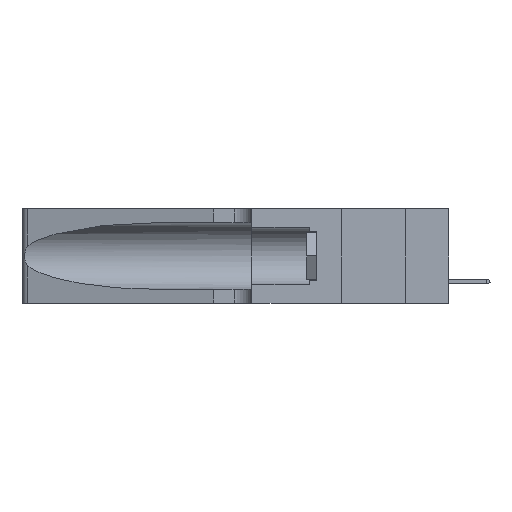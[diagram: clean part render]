
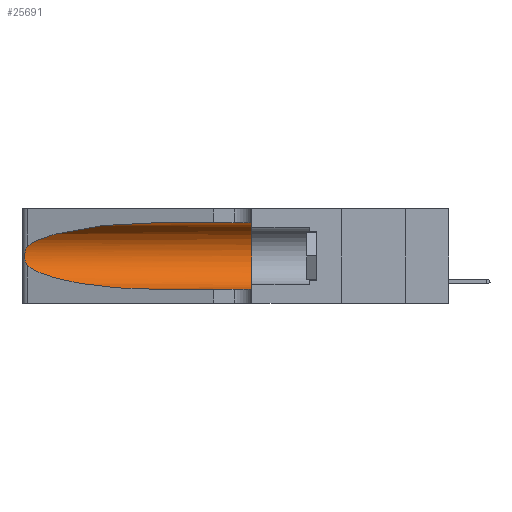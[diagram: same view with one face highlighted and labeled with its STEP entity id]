
A CAD part, left-side view. The second image highlights one B-rep face of the part: STEP entity #25691.
In plain terms, the highlighted cylindrical face has radius 3.308 mm (diameter 6.617 mm), a partial arc.
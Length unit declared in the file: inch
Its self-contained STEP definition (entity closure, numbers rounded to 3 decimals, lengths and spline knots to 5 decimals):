
#79 = B_SPLINE_CURVE_WITH_KNOTS ( 'NONE', 3,
 ( #16436, #31562, #14121, #22716, #13557, #37763, #37898, #13835, #25650, #16853, #16988, #23130, #19972, #25940 ),
 .UNSPECIFIED., .F., .F.,
 ( 4, 2, 2, 2, 2, 2, 4 ),
 ( 0., 0.00027, 0.00053, 0.00107, 0.0016, 0.00187, 0.00214 ),
 .UNSPECIFIED. ) ;
#144 = VERTEX_POINT ( 'NONE', #1376 ) ;
#1102 = LINE ( 'NONE', #37817, #26556 ) ;
#1376 = CARTESIAN_POINT ( 'NONE',  ( 0.1305, 0.35, 0.05475 ) ) ;
#1444 = EDGE_CURVE ( 'NONE', #31348, #31456, #20845, .T. ) ;
#1475 = CARTESIAN_POINT ( 'NONE',  ( 0.25487, 1.22718, 0.14631 ) ) ;
#1654 = EDGE_CURVE ( 'NONE', #31348, #7543, #10392, .T. ) ;
#3063 = VECTOR ( 'NONE', #31895, 39.37008 ) ;
#4050 = CARTESIAN_POINT ( 'NONE',  ( 0.1305, 0.72297, 0.05475 ) ) ;
#4665 = EDGE_CURVE ( 'NONE', #7543, #31839, #79, .T. ) ;
#6239 = CARTESIAN_POINT ( 'NONE',  ( 0.25487, 1.22718, 0.22369 ) ) ;
#7543 = VERTEX_POINT ( 'NONE', #21253 ) ;
#8761 =( BOUNDED_CURVE ( )  B_SPLINE_CURVE ( 3, ( #1475, #16269, #16677, #28512 ),
 .UNSPECIFIED., .F., .T. ) 
 B_SPLINE_CURVE_WITH_KNOTS ( ( 4, 4 ),
 ( 3.44316, 4.71239 ),
 .UNSPECIFIED. ) 
 CURVE ( )  GEOMETRIC_REPRESENTATION_ITEM ( )  RATIONAL_B_SPLINE_CURVE ( ( 1., 0.87, 0.87, 1. ) ) 
 REPRESENTATION_ITEM ( '' )  );
#10024 = CARTESIAN_POINT ( 'NONE',  ( 0.25487, 1.22718, 0.14631 ) ) ;
#10189 = DIRECTION ( 'NONE',  ( 0., -1., 0. ) ) ;
#10195 = ORIENTED_EDGE ( 'NONE', *, *, #1654, .T. ) ;
#10392 =( BOUNDED_CURVE ( )  B_SPLINE_CURVE ( 3, ( #17998, #27010, #36318, #6239 ),
 .UNSPECIFIED., .F., .F. ) 
 B_SPLINE_CURVE_WITH_KNOTS ( ( 4, 4 ),
 ( 1.5708, 2.84003 ),
 .UNSPECIFIED. ) 
 CURVE ( )  GEOMETRIC_REPRESENTATION_ITEM ( )  RATIONAL_B_SPLINE_CURVE ( ( 1., 0.87, 0.87, 1. ) ) 
 REPRESENTATION_ITEM ( '' )  );
#13557 = CARTESIAN_POINT ( 'NONE',  ( 0.25854, 1.2359, 0.20912 ) ) ;
#13626 = DIRECTION ( 'NONE',  ( 0., 1., 0. ) ) ;
#13835 = CARTESIAN_POINT ( 'NONE',  ( 0.26075, 1.23896, 0.178 ) ) ;
#13912 = DIRECTION ( 'NONE',  ( 0., 0., -1. ) ) ;
#14121 = CARTESIAN_POINT ( 'NONE',  ( 0.25639, 1.23184, 0.21858 ) ) ;
#16110 = CARTESIAN_POINT ( 'NONE',  ( 0.1305, 1.61858, 0.185 ) ) ;
#16269 = CARTESIAN_POINT ( 'NONE',  ( 0.2373, 1.15595, 0.08982 ) ) ;
#16380 = ORIENTED_EDGE ( 'NONE', *, *, #1444, .F. ) ;
#16436 = CARTESIAN_POINT ( 'NONE',  ( 0.25487, 1.22718, 0.22369 ) ) ;
#16677 = CARTESIAN_POINT ( 'NONE',  ( 0.18966, 0.96281, 0.05475 ) ) ;
#16853 = CARTESIAN_POINT ( 'NONE',  ( 0.25856, 1.23593, 0.16098 ) ) ;
#16988 = CARTESIAN_POINT ( 'NONE',  ( 0.25789, 1.23486, 0.15765 ) ) ;
#17998 = CARTESIAN_POINT ( 'NONE',  ( 0.1305, 0.72297, 0.31525 ) ) ;
#18756 = FACE_OUTER_BOUND ( 'NONE', #32950, .T. ) ;
#19204 = CARTESIAN_POINT ( 'NONE',  ( 0.1305, 0.35, 0.185 ) ) ;
#19433 = EDGE_CURVE ( 'NONE', #25898, #144, #1102, .T. ) ;
#19703 = ORIENTED_EDGE ( 'NONE', *, *, #4665, .T. ) ;
#19972 = CARTESIAN_POINT ( 'NONE',  ( 0.25555, 1.22993, 0.14849 ) ) ;
#20845 = LINE ( 'NONE', #27987, #3063 ) ;
#21253 = CARTESIAN_POINT ( 'NONE',  ( 0.25487, 1.22718, 0.22369 ) ) ;
#21580 = CYLINDRICAL_SURFACE ( 'NONE', #38465, 0.13025 ) ;
#22716 = CARTESIAN_POINT ( 'NONE',  ( 0.25787, 1.23484, 0.2124 ) ) ;
#23130 = CARTESIAN_POINT ( 'NONE',  ( 0.25639, 1.23186, 0.15144 ) ) ;
#25650 = CARTESIAN_POINT ( 'NONE',  ( 0.26017, 1.23833, 0.17102 ) ) ;
#25691 = ADVANCED_FACE ( 'NONE', ( #18756 ), #21580, .F. ) ;
#25709 = DIRECTION ( 'NONE',  ( 0., -1., 0. ) ) ;
#25774 = ORIENTED_EDGE ( 'NONE', *, *, #19433, .T. ) ;
#25898 = VERTEX_POINT ( 'NONE', #4050 ) ;
#25940 = CARTESIAN_POINT ( 'NONE',  ( 0.25487, 1.22718, 0.14631 ) ) ;
#26290 = ORIENTED_EDGE ( 'NONE', *, *, #27975, .T. ) ;
#26556 = VECTOR ( 'NONE', #25709, 39.37008 ) ;
#27010 = CARTESIAN_POINT ( 'NONE',  ( 0.18966, 0.96281, 0.31525 ) ) ;
#27080 = AXIS2_PLACEMENT_3D ( 'NONE', #19204, #13626, #37273 ) ;
#27975 = EDGE_CURVE ( 'NONE', #31839, #25898, #8761, .T. ) ;
#27987 = CARTESIAN_POINT ( 'NONE',  ( 0.1305, 1.61858, 0.31525 ) ) ;
#28080 = ORIENTED_EDGE ( 'NONE', *, *, #37808, .F. ) ;
#28512 = CARTESIAN_POINT ( 'NONE',  ( 0.1305, 0.72297, 0.05475 ) ) ;
#31348 = VERTEX_POINT ( 'NONE', #37747 ) ;
#31456 = VERTEX_POINT ( 'NONE', #34879 ) ;
#31562 = CARTESIAN_POINT ( 'NONE',  ( 0.25555, 1.22994, 0.2215 ) ) ;
#31839 = VERTEX_POINT ( 'NONE', #10024 ) ;
#31895 = DIRECTION ( 'NONE',  ( 0., -1., 0. ) ) ;
#32950 = EDGE_LOOP ( 'NONE', ( #10195, #19703, #26290, #25774, #28080, #16380 ) ) ;
#34879 = CARTESIAN_POINT ( 'NONE',  ( 0.1305, 0.35, 0.31525 ) ) ;
#36318 = CARTESIAN_POINT ( 'NONE',  ( 0.2373, 1.15595, 0.28018 ) ) ;
#37273 = DIRECTION ( 'NONE',  ( 0., 0., 1. ) ) ;
#37747 = CARTESIAN_POINT ( 'NONE',  ( 0.1305, 0.72297, 0.31525 ) ) ;
#37763 = CARTESIAN_POINT ( 'NONE',  ( 0.26018, 1.23835, 0.19895 ) ) ;
#37789 = CIRCLE ( 'NONE', #27080, 0.13025 ) ;
#37808 = EDGE_CURVE ( 'NONE', #31456, #144, #37789, .T. ) ;
#37817 = CARTESIAN_POINT ( 'NONE',  ( 0.1305, 1.61858, 0.05475 ) ) ;
#37898 = CARTESIAN_POINT ( 'NONE',  ( 0.26075, 1.23896, 0.19203 ) ) ;
#38465 = AXIS2_PLACEMENT_3D ( 'NONE', #16110, #10189, #13912 ) ;
